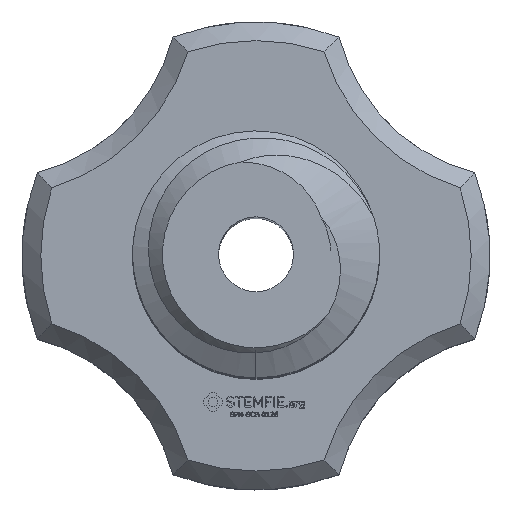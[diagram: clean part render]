
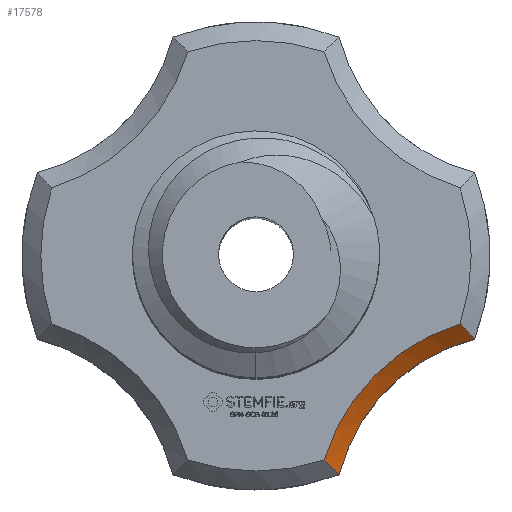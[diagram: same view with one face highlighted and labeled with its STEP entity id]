
A CAD part, top view. The second image highlights one B-rep face of the part: STEP entity #17578.
In plain terms, the highlighted conical face has half-angle 45 degrees and reference radius 5 mm.
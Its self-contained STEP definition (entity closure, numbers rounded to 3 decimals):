
#3159 = VERTEX_POINT('',#3160);
#3160 = CARTESIAN_POINT('',(5.841,-2.225,-0.5));
#3174 = CYLINDRICAL_SURFACE('',#3175,5.);
#3175 = AXIS2_PLACEMENT_3D('',#3176,#3177,#3178);
#3176 = CARTESIAN_POINT('',(7.071,-7.071,0.));
#3177 = DIRECTION('',(-0.,0.,1.));
#3178 = DIRECTION('',(1.,0.,0.));
#3201 = CONICAL_SURFACE('',#3202,6.25,0.785);
#3202 = AXIS2_PLACEMENT_3D('',#3203,#3204,#3205);
#3203 = CARTESIAN_POINT('',(0.,0.,-0.5));
#3204 = DIRECTION('',(0.,0.,-1.));
#3205 = DIRECTION('',(0.934,0.356,0.));
#3925 = EDGE_CURVE('',#3159,#3926,#3928,.T.);
#3926 = VERTEX_POINT('',#3927);
#3927 = CARTESIAN_POINT('',(5.457,-1.814,0.));
#3928 = SURFACE_CURVE('',#3929,(#3934,#3944),.PCURVE_S1.);
#3929 = ELLIPSE('',#3930,7.526,2.577);
#3930 = AXIS2_PLACEMENT_3D('',#3931,#3932,#3933);
#3931 = CARTESIAN_POINT('',(3.536,-3.536,0.125));
#3932 = DIRECTION('',(0.47,-0.47,0.747));
#3933 = DIRECTION('',(0.528,-0.528,-0.664));
#3934 = PCURVE('',#3201,#3935);
#3935 = DEFINITIONAL_REPRESENTATION('',(#3936),#3943);
#3936 = B_SPLINE_CURVE_WITH_KNOTS('',5,(#3937,#3938,#3939,#3940,#3941,
    #3942),.UNSPECIFIED.,.F.,.F.,(6,6),(1.445,1.546),
  .PIECEWISE_BEZIER_KNOTS.);
#3937 = CARTESIAN_POINT('',(0.728,0.));
#3938 = CARTESIAN_POINT('',(0.72,-0.1));
#3939 = CARTESIAN_POINT('',(0.711,-0.199));
#3940 = CARTESIAN_POINT('',(0.703,-0.299));
#3941 = CARTESIAN_POINT('',(0.694,-0.4));
#3942 = CARTESIAN_POINT('',(0.685,-0.5));
#3943 = ( GEOMETRIC_REPRESENTATION_CONTEXT(2) 
PARAMETRIC_REPRESENTATION_CONTEXT() REPRESENTATION_CONTEXT('2D SPACE',''
  ) );
#3944 = PCURVE('',#3945,#3950);
#3945 = CONICAL_SURFACE('',#3946,5.,0.785);
#3946 = AXIS2_PLACEMENT_3D('',#3947,#3948,#3949);
#3947 = CARTESIAN_POINT('',(7.071,-7.071,-0.5));
#3948 = DIRECTION('',(-0.,0.,1.));
#3949 = DIRECTION('',(-0.969,0.246,-0.));
#3950 = DEFINITIONAL_REPRESENTATION('',(#3951),#3958);
#3951 = B_SPLINE_CURVE_WITH_KNOTS('',5,(#3952,#3953,#3954,#3955,#3956,
    #3957),.UNSPECIFIED.,.F.,.F.,(6,6),(1.445,1.546),
  .PIECEWISE_BEZIER_KNOTS.);
#3952 = CARTESIAN_POINT('',(-1.073,0.));
#3953 = CARTESIAN_POINT('',(-1.063,0.1));
#3954 = CARTESIAN_POINT('',(-1.053,0.199));
#3955 = CARTESIAN_POINT('',(-1.043,0.299));
#3956 = CARTESIAN_POINT('',(-1.034,0.4));
#3957 = CARTESIAN_POINT('',(-1.024,0.5));
#3958 = ( GEOMETRIC_REPRESENTATION_CONTEXT(2) 
PARAMETRIC_REPRESENTATION_CONTEXT() REPRESENTATION_CONTEXT('2D SPACE',''
  ) );
#3975 = PLANE('',#3976);
#3976 = AXIS2_PLACEMENT_3D('',#3977,#3978,#3979);
#3977 = CARTESIAN_POINT('',(0.,0.,0.)
  );
#3978 = DIRECTION('',(0.,0.,-1.));
#3979 = DIRECTION('',(1.,0.,0.));
#3991 = VERTEX_POINT('',#3992);
#3992 = CARTESIAN_POINT('',(2.225,-5.841,-0.5));
#4111 = EDGE_CURVE('',#3991,#3159,#4112,.T.);
#4112 = SURFACE_CURVE('',#4113,(#4118,#4125),.PCURVE_S1.);
#4113 = CIRCLE('',#4114,5.);
#4114 = AXIS2_PLACEMENT_3D('',#4115,#4116,#4117);
#4115 = CARTESIAN_POINT('',(7.071,-7.071,-0.5));
#4116 = DIRECTION('',(0.,0.,-1.));
#4117 = DIRECTION('',(-0.969,0.246,-0.));
#4118 = PCURVE('',#3174,#4119);
#4119 = DEFINITIONAL_REPRESENTATION('',(#4120),#4124);
#4120 = LINE('',#4121,#4122);
#4121 = CARTESIAN_POINT('',(-3.39,-0.5));
#4122 = VECTOR('',#4123,1.);
#4123 = DIRECTION('',(-1.,0.));
#4124 = ( GEOMETRIC_REPRESENTATION_CONTEXT(2) 
PARAMETRIC_REPRESENTATION_CONTEXT() REPRESENTATION_CONTEXT('2D SPACE',''
  ) );
#4125 = PCURVE('',#3945,#4126);
#4126 = DEFINITIONAL_REPRESENTATION('',(#4127),#4131);
#4127 = LINE('',#4128,#4129);
#4128 = CARTESIAN_POINT('',(-0.,0.));
#4129 = VECTOR('',#4130,1.);
#4130 = DIRECTION('',(-1.,0.));
#4131 = ( GEOMETRIC_REPRESENTATION_CONTEXT(2) 
PARAMETRIC_REPRESENTATION_CONTEXT() REPRESENTATION_CONTEXT('2D SPACE',''
  ) );
#5946 = EDGE_CURVE('',#5947,#3926,#5949,.T.);
#5947 = VERTEX_POINT('',#5948);
#5948 = CARTESIAN_POINT('',(1.814,-5.457,0.));
#5949 = SURFACE_CURVE('',#5950,(#5955,#5962),.PCURVE_S1.);
#5950 = CIRCLE('',#5951,5.5);
#5951 = AXIS2_PLACEMENT_3D('',#5952,#5953,#5954);
#5952 = CARTESIAN_POINT('',(7.071,-7.071,0.));
#5953 = DIRECTION('',(0.,0.,-1.));
#5954 = DIRECTION('',(-0.969,0.246,-0.));
#5955 = PCURVE('',#3975,#5956);
#5956 = DEFINITIONAL_REPRESENTATION('',(#5957),#5961);
#5957 = CIRCLE('',#5958,5.5);
#5958 = AXIS2_PLACEMENT_2D('',#5959,#5960);
#5959 = CARTESIAN_POINT('',(7.071,7.071));
#5960 = DIRECTION('',(-0.969,-0.246));
#5961 = ( GEOMETRIC_REPRESENTATION_CONTEXT(2) 
PARAMETRIC_REPRESENTATION_CONTEXT() REPRESENTATION_CONTEXT('2D SPACE',''
  ) );
#5962 = PCURVE('',#3945,#5963);
#5963 = DEFINITIONAL_REPRESENTATION('',(#5964),#5968);
#5964 = LINE('',#5965,#5966);
#5965 = CARTESIAN_POINT('',(-0.,0.5));
#5966 = VECTOR('',#5967,1.);
#5967 = DIRECTION('',(-1.,0.));
#5968 = ( GEOMETRIC_REPRESENTATION_CONTEXT(2) 
PARAMETRIC_REPRESENTATION_CONTEXT() REPRESENTATION_CONTEXT('2D SPACE',''
  ) );
#5987 = CONICAL_SURFACE('',#5988,6.25,0.785);
#5988 = AXIS2_PLACEMENT_3D('',#5989,#5990,#5991);
#5989 = CARTESIAN_POINT('',(0.,0.,-0.5));
#5990 = DIRECTION('',(0.,0.,-1.));
#5991 = DIRECTION('',(0.356,-0.934,0.));
#17578 = ADVANCED_FACE('',(#17579),#3945,.F.);
#17579 = FACE_BOUND('',#17580,.T.);
#17580 = EDGE_LOOP('',(#17581,#17609,#17610,#17611));
#17581 = ORIENTED_EDGE('',*,*,#17582,.F.);
#17582 = EDGE_CURVE('',#3991,#5947,#17583,.T.);
#17583 = SURFACE_CURVE('',#17584,(#17589,#17599),.PCURVE_S1.);
#17584 = ELLIPSE('',#17585,7.526,2.577);
#17585 = AXIS2_PLACEMENT_3D('',#17586,#17587,#17588);
#17586 = CARTESIAN_POINT('',(3.536,-3.536,0.125));
#17587 = DIRECTION('',(-0.47,0.47,-0.747));
#17588 = DIRECTION('',(-0.528,0.528,0.664));
#17589 = PCURVE('',#3945,#17590);
#17590 = DEFINITIONAL_REPRESENTATION('',(#17591),#17598);
#17591 = B_SPLINE_CURVE_WITH_KNOTS('',5,(#17592,#17593,#17594,#17595,
    #17596,#17597),.UNSPECIFIED.,.F.,.F.,(6,6),(4.587,
    4.687),.PIECEWISE_BEZIER_KNOTS.);
#17592 = CARTESIAN_POINT('',(0.,0.));
#17593 = CARTESIAN_POINT('',(-0.01,0.1));
#17594 = CARTESIAN_POINT('',(-0.02,0.199));
#17595 = CARTESIAN_POINT('',(-0.03,0.299));
#17596 = CARTESIAN_POINT('',(-0.04,0.4));
#17597 = CARTESIAN_POINT('',(-0.049,0.5));
#17598 = ( GEOMETRIC_REPRESENTATION_CONTEXT(2) 
PARAMETRIC_REPRESENTATION_CONTEXT() REPRESENTATION_CONTEXT('2D SPACE',''
  ) );
#17599 = PCURVE('',#5987,#17600);
#17600 = DEFINITIONAL_REPRESENTATION('',(#17601),#17608);
#17601 = B_SPLINE_CURVE_WITH_KNOTS('',5,(#17602,#17603,#17604,#17605,
    #17606,#17607),.UNSPECIFIED.,.F.,.F.,(6,6),(4.587,
    4.687),.PIECEWISE_BEZIER_KNOTS.);
#17602 = CARTESIAN_POINT('',(0.,0.));
#17603 = CARTESIAN_POINT('',(0.008,-0.1));
#17604 = CARTESIAN_POINT('',(0.017,-0.199));
#17605 = CARTESIAN_POINT('',(0.025,-0.299));
#17606 = CARTESIAN_POINT('',(0.034,-0.4));
#17607 = CARTESIAN_POINT('',(0.043,-0.5));
#17608 = ( GEOMETRIC_REPRESENTATION_CONTEXT(2) 
PARAMETRIC_REPRESENTATION_CONTEXT() REPRESENTATION_CONTEXT('2D SPACE',''
  ) );
#17609 = ORIENTED_EDGE('',*,*,#4111,.T.);
#17610 = ORIENTED_EDGE('',*,*,#3925,.T.);
#17611 = ORIENTED_EDGE('',*,*,#5946,.F.);
